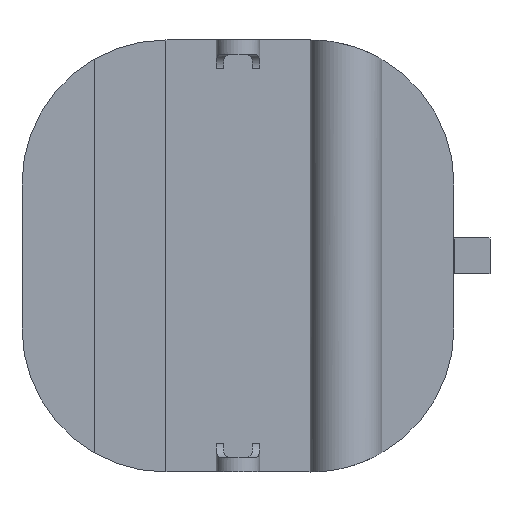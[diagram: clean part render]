
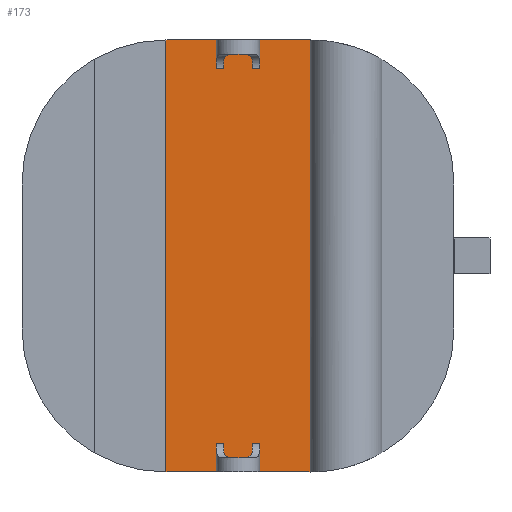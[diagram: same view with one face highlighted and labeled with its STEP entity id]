
A CAD part, front view. The second image highlights one B-rep face of the part: STEP entity #173.
In plain terms, the highlighted planar face has unit normal (0, -1, 0).
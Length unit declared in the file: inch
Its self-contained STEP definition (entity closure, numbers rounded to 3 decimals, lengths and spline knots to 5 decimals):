
#173=ADVANCED_FACE('',(#236),#209,.F.);
#209=PLANE('',#900);
#236=FACE_OUTER_BOUND('',#274,.T.);
#274=EDGE_LOOP('',(#370,#371,#372,#373,#374,#375,#376,#377,#378,#379,#380,
#381,#382,#383,#384,#385,#386,#387,#388,#389));
#370=ORIENTED_EDGE('',*,*,#666,.T.);
#371=ORIENTED_EDGE('',*,*,#632,.T.);
#372=ORIENTED_EDGE('',*,*,#667,.T.);
#373=ORIENTED_EDGE('',*,*,#656,.F.);
#374=ORIENTED_EDGE('',*,*,#668,.F.);
#375=ORIENTED_EDGE('',*,*,#636,.T.);
#376=ORIENTED_EDGE('',*,*,#669,.T.);
#377=ORIENTED_EDGE('',*,*,#627,.T.);
#378=ORIENTED_EDGE('',*,*,#670,.F.);
#379=ORIENTED_EDGE('',*,*,#625,.T.);
#380=ORIENTED_EDGE('',*,*,#671,.T.);
#381=ORIENTED_EDGE('',*,*,#638,.T.);
#382=ORIENTED_EDGE('',*,*,#672,.F.);
#383=ORIENTED_EDGE('',*,*,#654,.T.);
#384=ORIENTED_EDGE('',*,*,#673,.T.);
#385=ORIENTED_EDGE('',*,*,#630,.T.);
#386=ORIENTED_EDGE('',*,*,#674,.T.);
#387=ORIENTED_EDGE('',*,*,#618,.T.);
#388=ORIENTED_EDGE('',*,*,#675,.T.);
#389=ORIENTED_EDGE('',*,*,#621,.T.);
#544=VERTEX_POINT('',#1172);
#545=VERTEX_POINT('',#1173);
#547=VERTEX_POINT('',#1219);
#548=VERTEX_POINT('',#1221);
#549=VERTEX_POINT('',#1246);
#551=VERTEX_POINT('',#1270);
#552=VERTEX_POINT('',#1272);
#553=VERTEX_POINT('',#1274);
#556=VERTEX_POINT('',#1299);
#557=VERTEX_POINT('',#1301);
#558=VERTEX_POINT('',#1303);
#559=VERTEX_POINT('',#1305);
#562=VERTEX_POINT('',#1348);
#563=VERTEX_POINT('',#1350);
#564=VERTEX_POINT('',#1352);
#565=VERTEX_POINT('',#1354);
#576=VERTEX_POINT('',#1403);
#577=VERTEX_POINT('',#1405);
#578=VERTEX_POINT('',#1409);
#579=VERTEX_POINT('',#1410);
#618=EDGE_CURVE('',#544,#545,#732,.T.);
#621=EDGE_CURVE('',#548,#547,#733,.T.);
#625=EDGE_CURVE('',#552,#551,#734,.T.);
#627=EDGE_CURVE('',#549,#553,#735,.T.);
#630=EDGE_CURVE('',#557,#556,#736,.T.);
#632=EDGE_CURVE('',#559,#558,#737,.T.);
#636=EDGE_CURVE('',#563,#562,#738,.T.);
#638=EDGE_CURVE('',#565,#564,#739,.T.);
#654=EDGE_CURVE('',#577,#576,#750,.T.);
#656=EDGE_CURVE('',#578,#579,#752,.T.);
#666=EDGE_CURVE('',#547,#559,#754,.T.);
#667=EDGE_CURVE('',#558,#579,#755,.T.);
#668=EDGE_CURVE('',#563,#578,#756,.T.);
#669=EDGE_CURVE('',#562,#549,#757,.T.);
#670=EDGE_CURVE('',#552,#553,#758,.T.);
#671=EDGE_CURVE('',#551,#565,#759,.T.);
#672=EDGE_CURVE('',#577,#564,#760,.T.);
#673=EDGE_CURVE('',#576,#557,#761,.T.);
#674=EDGE_CURVE('',#556,#544,#762,.T.);
#675=EDGE_CURVE('',#545,#548,#763,.T.);
#732=LINE('',#1171,#806);
#733=LINE('',#1220,#807);
#734=LINE('',#1271,#808);
#735=LINE('',#1275,#809);
#736=LINE('',#1300,#810);
#737=LINE('',#1304,#811);
#738=LINE('',#1349,#812);
#739=LINE('',#1353,#813);
#750=LINE('',#1404,#824);
#752=LINE('',#1408,#826);
#754=LINE('',#1495,#828);
#755=LINE('',#1496,#829);
#756=LINE('',#1497,#830);
#757=LINE('',#1498,#831);
#758=LINE('',#1499,#832);
#759=LINE('',#1500,#833);
#760=LINE('',#1501,#834);
#761=LINE('',#1502,#835);
#762=LINE('',#1503,#836);
#763=LINE('',#1504,#837);
#806=VECTOR('',#953,1.);
#807=VECTOR('',#954,1.);
#808=VECTOR('',#959,1.);
#809=VECTOR('',#962,1.);
#810=VECTOR('',#967,1.);
#811=VECTOR('',#970,1.);
#812=VECTOR('',#975,1.);
#813=VECTOR('',#978,1.);
#824=VECTOR('',#1007,1.);
#826=VECTOR('',#1011,1.);
#828=VECTOR('',#1027,1.);
#829=VECTOR('',#1028,1.);
#830=VECTOR('',#1029,1.);
#831=VECTOR('',#1030,1.);
#832=VECTOR('',#1031,1.);
#833=VECTOR('',#1032,1.);
#834=VECTOR('',#1033,1.);
#835=VECTOR('',#1034,1.);
#836=VECTOR('',#1035,1.);
#837=VECTOR('',#1036,1.);
#900=AXIS2_PLACEMENT_3D('',#1505,#1037,#1038);
#953=DIRECTION('',(0.,0.,-1.));
#954=DIRECTION('',(0.,0.,1.));
#959=DIRECTION('',(0.,0.,-1.));
#962=DIRECTION('',(0.,0.,1.));
#967=DIRECTION('',(0.,0.,1.));
#970=DIRECTION('',(0.,0.,-1.));
#975=DIRECTION('',(0.,0.,-1.));
#978=DIRECTION('',(0.,0.,1.));
#1007=DIRECTION('',(0.,0.,-1.));
#1011=DIRECTION('',(0.,0.,-1.));
#1027=DIRECTION('',(1.,0.,0.));
#1028=DIRECTION('',(1.,0.,0.));
#1029=DIRECTION('',(1.,0.,0.));
#1030=DIRECTION('',(-1.,0.,0.));
#1031=DIRECTION('',(1.,0.,0.));
#1032=DIRECTION('',(-1.,0.,0.));
#1033=DIRECTION('',(1.,0.,0.));
#1034=DIRECTION('',(1.,0.,0.));
#1035=DIRECTION('',(1.,0.,0.));
#1036=DIRECTION('',(1.,0.,0.));
#1037=DIRECTION('',(0.,1.,0.));
#1038=DIRECTION('',(0.,0.,1.));
#1171=CARTESIAN_POINT('',(0.65,0.,3.));
#1172=CARTESIAN_POINT('',(0.65,0.,0.2));
#1173=CARTESIAN_POINT('',(0.65,0.,0.));
#1219=CARTESIAN_POINT('',(0.85,0.,0.2));
#1220=CARTESIAN_POINT('',(0.85,0.,3.));
#1221=CARTESIAN_POINT('',(0.85,0.,0.));
#1246=CARTESIAN_POINT('',(0.85,0.,2.8));
#1270=CARTESIAN_POINT('',(0.65,0.,2.8));
#1271=CARTESIAN_POINT('',(0.65,0.,3.));
#1272=CARTESIAN_POINT('',(0.65,0.,3.));
#1274=CARTESIAN_POINT('',(0.85,0.,3.));
#1275=CARTESIAN_POINT('',(0.85,0.,3.));
#1299=CARTESIAN_POINT('',(0.6,0.,0.2));
#1300=CARTESIAN_POINT('',(0.6,0.,3.));
#1301=CARTESIAN_POINT('',(0.6,0.,0.));
#1303=CARTESIAN_POINT('',(0.9,0.,0.));
#1304=CARTESIAN_POINT('',(0.9,0.,3.));
#1305=CARTESIAN_POINT('',(0.9,0.,0.2));
#1348=CARTESIAN_POINT('',(0.9,0.,2.8));
#1349=CARTESIAN_POINT('',(0.9,0.,3.));
#1350=CARTESIAN_POINT('',(0.9,0.,3.));
#1352=CARTESIAN_POINT('',(0.6,0.,3.));
#1353=CARTESIAN_POINT('',(0.6,0.,3.));
#1354=CARTESIAN_POINT('',(0.6,0.,2.8));
#1403=CARTESIAN_POINT('',(0.25,0.,0.));
#1404=CARTESIAN_POINT('',(0.25,0.,3.));
#1405=CARTESIAN_POINT('',(0.25,0.,3.));
#1408=CARTESIAN_POINT('',(1.25,0.,3.));
#1409=CARTESIAN_POINT('',(1.25,0.,3.));
#1410=CARTESIAN_POINT('',(1.25,0.,0.));
#1495=CARTESIAN_POINT('',(0.65,0.,0.2));
#1496=CARTESIAN_POINT('',(0.9,0.,0.));
#1497=CARTESIAN_POINT('',(0.9,0.,3.));
#1498=CARTESIAN_POINT('',(0.65,0.,2.8));
#1499=CARTESIAN_POINT('',(0.65,0.,3.));
#1500=CARTESIAN_POINT('',(0.65,0.,2.8));
#1501=CARTESIAN_POINT('',(0.25,0.,3.));
#1502=CARTESIAN_POINT('',(0.25,0.,0.));
#1503=CARTESIAN_POINT('',(0.65,0.,0.2));
#1504=CARTESIAN_POINT('',(0.65,0.,0.));
#1505=CARTESIAN_POINT('',(0.65,0.,3.));
